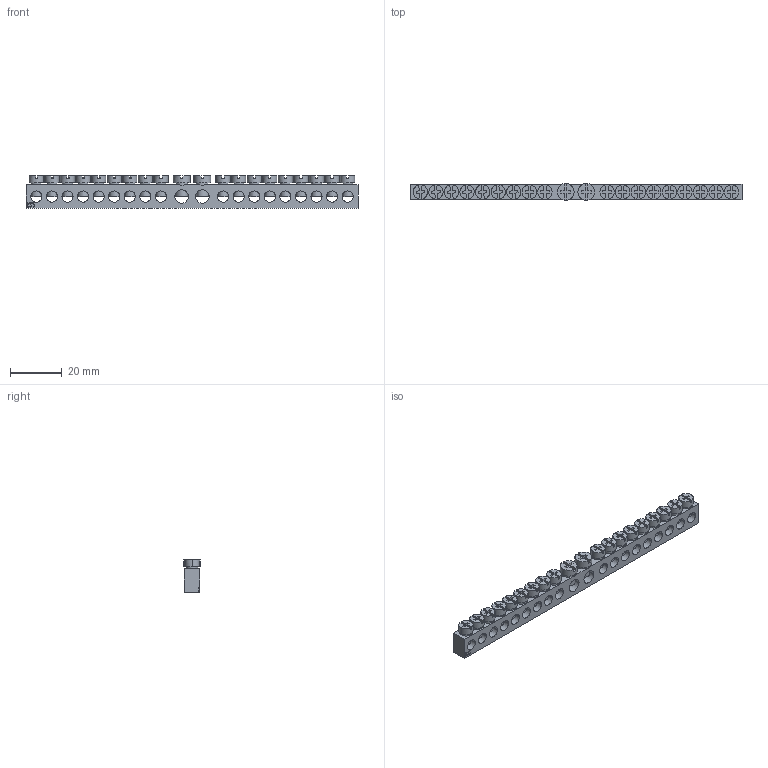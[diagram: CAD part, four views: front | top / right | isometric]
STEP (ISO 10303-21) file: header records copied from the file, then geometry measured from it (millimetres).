
FILE_DESCRIPTION((''),'2;1');
FILE_NAME('ASM0098_ASM','2021-05-06T',('marketing.praksa'),('Audax d.o.o.'),'CREO PARAMETRIC BY PTC INC, 2017480','CREO PARAMETRIC BY PTC INC, 2017480','');
FILE_SCHEMA(('AUTOMOTIVE_DESIGN { 1 0 10303 214 1 1 1 1 }'));
Length unit declared in the file: millimetre
Products named in the file (20): WL-BASE_1_1_1_2; EBD_SCREW1_1_1_1_1_1_1_1_1_1__3; EBD_SCREW1_1_1_1_1_1_1_1_1_1_2; EBD_SCREW1_1_1_1_1_1_1_1_1_1_13; EBD_SCREW1_1_1_1_1_1_1_1_1_1_16; EBD_SCREW1_1_1_1_1_1_1_1_1_1_17; EBD_SCREW1_1_1_1_1_1_1_1_1_1_1_; EBD_SCREW1_1_1_1_1_1_1_1_1_1_11; PRT0129_1_1_1_1_1_1_2_1; PRT0129_1_2_1_1_1_1_2_1; PRT0129_1_3_1_1_1_1_2_1; PRT0129_1_ASM_1_1_ASM_1_1_2_ASM_ASM; EBD_SCREW1_1_1_1_1_1_1_1_1_1_12; SCREW_M4_1_1_1_2; EBD_SCREW1_1_1_1_1_1_1_1_1_1_1; EBD_SCREW1_1_1_1_1_1_1_1_1_1__2; EBD_SCREW1_1_1_1_1_1_1_1_1_1__4; EBD_SCREW1_1_1_1_1_1_1_1_1_1__6; EBD_SCREW1_1_1_1_1_1_1_1_1_1__5; ASM0098_ASM
Assembly tree (25 placements, depth 3):
  ASM0098_ASM
    WL-BASE_1_1_1_2
    EBD_SCREW1_1_1_1_1_1_1_1_1_1__3
    EBD_SCREW1_1_1_1_1_1_1_1_1_1_2  x6
    EBD_SCREW1_1_1_1_1_1_1_1_1_1_13
    EBD_SCREW1_1_1_1_1_1_1_1_1_1_16
    EBD_SCREW1_1_1_1_1_1_1_1_1_1_17
    EBD_SCREW1_1_1_1_1_1_1_1_1_1_1_
    EBD_SCREW1_1_1_1_1_1_1_1_1_1_11
    PRT0129_1_ASM_1_1_ASM_1_1_2_ASM_ASM
      PRT0129_1_1_1_1_1_1_2_1
      PRT0129_1_2_1_1_1_1_2_1
      PRT0129_1_3_1_1_1_1_2_1
    EBD_SCREW1_1_1_1_1_1_1_1_1_1_12
    SCREW_M4_1_1_1_2  x2
    EBD_SCREW1_1_1_1_1_1_1_1_1_1_1
    EBD_SCREW1_1_1_1_1_1_1_1_1_1__2
    EBD_SCREW1_1_1_1_1_1_1_1_1_1__4
    EBD_SCREW1_1_1_1_1_1_1_1_1_1__6
    EBD_SCREW1_1_1_1_1_1_1_1_1_1__5
Bounding box: 128 x 6.5 x 12.49 mm (x, y, z)
Volume: 6783.7 mm3; surface area: 8672.7 mm2
Topology: 24 solids, 24 shells, 639 faces, 1670 edges, 1080 vertices
Faces by surface type: plane 371, cylinder 228, cone 40
Entity records: 27312 total; most frequent: CARTESIAN_POINT 4151, DIRECTION 2876, ORIENTED_EDGE 2764, PRESENTATION_STYLE_ASSIGNMENT 1925, STYLED_ITEM 1925, CURVE_STYLE 1382, EDGE_CURVE 1382, AXIS2_PLACEMENT_3D 999
